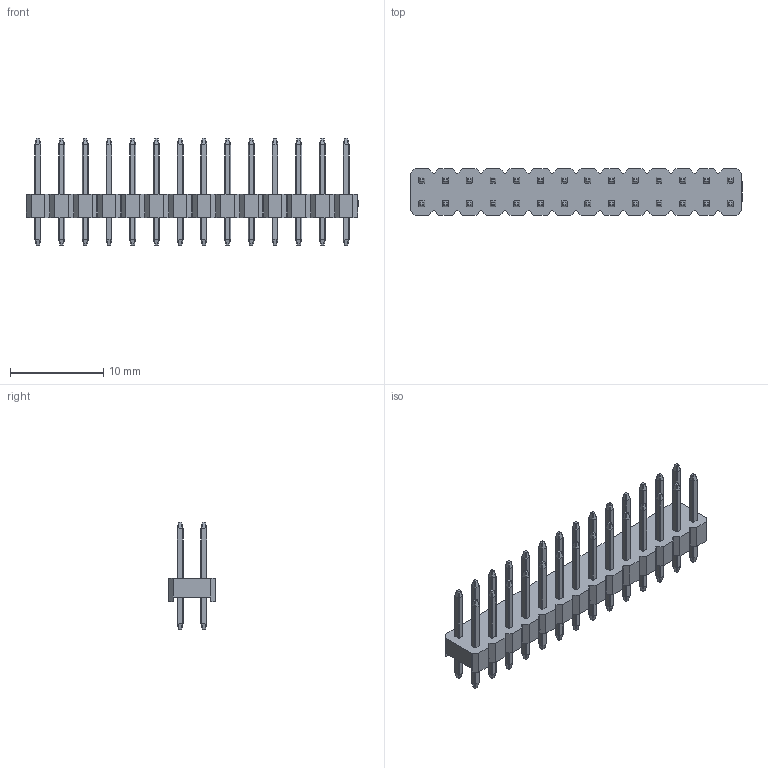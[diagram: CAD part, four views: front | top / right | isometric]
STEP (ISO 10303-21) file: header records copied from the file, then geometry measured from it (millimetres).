
FILE_DESCRIPTION(/* description */ ('Designed by EasyEDA Pro'),/* implementation_level */ '2;1');
FILE_NAME(/* name */ 'PZ_2.54_2X14P_LH.step',/* time_stamp */ '2025-03-27T13:55:45+08:00',/* author */ (''),/* organization */ (''),/* preprocessor_version */ 'ST-DEVELOPER v20.1',/* originating_system */ 'Autodesk Translation Framework v14.4.0.0',/* authorisation */ '');
FILE_SCHEMA (('AUTOMOTIVE_DESIGN { 1 0 10303 214 3 1 1 }'));
Length unit declared in the file: millimetre
Products named in the file (3): v3ai-PCBModel; v3ai-Board; v3ai-H1-HDR-TH_28P-P2.54-V-M-R2-C14-S2.54
Assembly tree (2 placements, depth 2):
  v3ai-PCBModel
    v3ai-Board
    v3ai-H1-HDR-TH_28P-P2.54-V-M-R2-C14-S2.54
Bounding box: 35.56 x 5 x 11.5 mm (x, y, z)
Volume: 453.4 mm3; surface area: 1199.2 mm2
Topology: 1 solids, 1 shells, 1798 faces, 4435 edges, 2714 vertices
Faces by surface type: plane 804, cylinder 672, sphere 224, bspline 98
Entity records: 54652 total; most frequent: CARTESIAN_POINT 10660, DIRECTION 8941, ORIENTED_EDGE 8870, EDGE_CURVE 4435, AXIS2_PLACEMENT_3D 3135, VERTEX_POINT 2714, LINE 2671, VECTOR 2671
